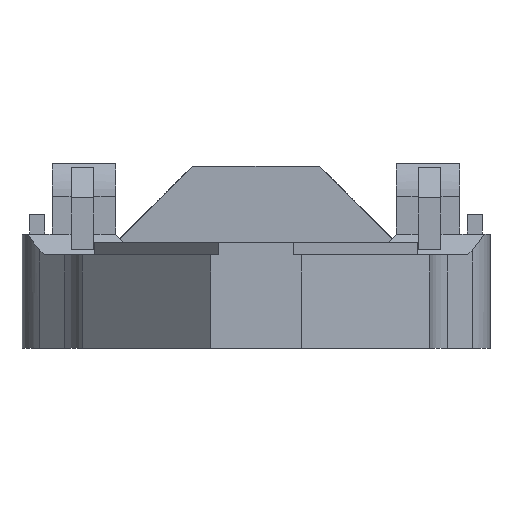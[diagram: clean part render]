
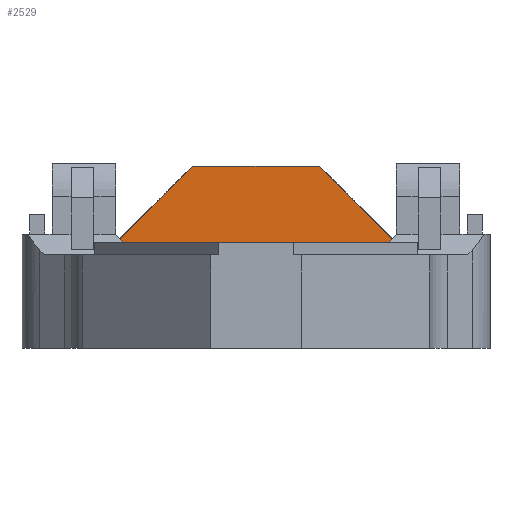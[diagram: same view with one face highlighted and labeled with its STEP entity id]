
A CAD part, left-side view. The second image highlights one B-rep face of the part: STEP entity #2529.
In plain terms, the highlighted planar face has unit normal (-1, 0, 0).
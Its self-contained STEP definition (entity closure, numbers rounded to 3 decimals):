
#2306 = CARTESIAN_POINT ( 'NONE',  ( 70., 31., 12.4 ) ) ;
#2307 = LINE ( 'NONE', #2306, #2353 ) ;
#2327 = CARTESIAN_POINT ( 'NONE',  ( 70., 43.15, 12.4 ) ) ;
#2332 = DIRECTION ( 'NONE',  ( 0., -1., 0. ) ) ;
#2333 = VECTOR ( 'NONE', #2332, 1000. ) ;
#2334 = CARTESIAN_POINT ( 'NONE',  ( 70., 31., 12.4 ) ) ;
#2335 = LINE ( 'NONE', #2334, #2333 ) ;
#2336 = CARTESIAN_POINT ( 'NONE',  ( 70., 33., 12.4 ) ) ;
#2345 = CARTESIAN_POINT ( 'NONE',  ( 70., 2.85, 12.4 ) ) ;
#2348 = CARTESIAN_POINT ( 'NONE',  ( 70., 13., 12.4 ) ) ;
#2352 = DIRECTION ( 'NONE',  ( 0., -1., 0. ) ) ;
#2353 = VECTOR ( 'NONE', #2352, 1000. ) ;
#2491 = EDGE_LOOP ( 'NONE', ( #2492, #2505, #2503, #2610, #2532, #2528, #2526, #2534, #2527, #2511, #2546, #2524, #2548, #2557, #2540, #2560 ) ) ;
#2492 = ORIENTED_EDGE ( 'NONE', *, *, #2498, .F. ) ;
#2495 = VERTEX_POINT ( 'NONE', #4690 ) ;
#2496 = EDGE_CURVE ( 'NONE', #2508, #2497, #4667, .T. ) ;
#2497 = VERTEX_POINT ( 'NONE', #4714 ) ;
#2498 = EDGE_CURVE ( 'NONE', #2508, #2495, #4710, .T. ) ;
#2503 = ORIENTED_EDGE ( 'NONE', *, *, #2602, .F. ) ;
#2505 = ORIENTED_EDGE ( 'NONE', *, *, #2496, .T. ) ;
#2508 = VERTEX_POINT ( 'NONE', #4754 ) ;
#2509 = VERTEX_POINT ( 'NONE', #4753 ) ;
#2510 = EDGE_CURVE ( 'NONE', #2535, #5417, #4750, .T. ) ;
#2511 = ORIENTED_EDGE ( 'NONE', *, *, #2513, .T. ) ;
#2512 = EDGE_CURVE ( 'NONE', #2509, #2518, #4746, .T. ) ;
#2513 = EDGE_CURVE ( 'NONE', #2509, #5430, #4741, .T. ) ;
#2516 = EDGE_CURVE ( 'NONE', #2537, #2603, #4742, .T. ) ;
#2518 = VERTEX_POINT ( 'NONE', #4730 ) ;
#2519 = EDGE_CURVE ( 'NONE', #2535, #2537, #4732, .T. ) ;
#2521 = EDGE_CURVE ( 'NONE', #5420, #2518, #4728, .T. ) ;
#2523 = EDGE_CURVE ( 'NONE', #2538, #5433, #4780, .T. ) ;
#2524 = ORIENTED_EDGE ( 'NONE', *, *, #2523, .F. ) ;
#2526 = ORIENTED_EDGE ( 'NONE', *, *, #5413, .T. ) ;
#2527 = ORIENTED_EDGE ( 'NONE', *, *, #2512, .F. ) ;
#2528 = ORIENTED_EDGE ( 'NONE', *, *, #2510, .T. ) ;
#2529 = ADVANCED_FACE ( 'NONE', ( #4781 ), #4774, .F. ) ;
#2532 = ORIENTED_EDGE ( 'NONE', *, *, #2519, .F. ) ;
#2534 = ORIENTED_EDGE ( 'NONE', *, *, #2521, .T. ) ;
#2535 = VERTEX_POINT ( 'NONE', #4769 ) ;
#2537 = VERTEX_POINT ( 'NONE', #4767 ) ;
#2538 = VERTEX_POINT ( 'NONE', #4763 ) ;
#2540 = ORIENTED_EDGE ( 'NONE', *, *, #2550, .T. ) ;
#2541 = EDGE_CURVE ( 'NONE', #2545, #2542, #4737, .T. ) ;
#2542 = VERTEX_POINT ( 'NONE', #4779 ) ;
#2545 = VERTEX_POINT ( 'NONE', #4757 ) ;
#2546 = ORIENTED_EDGE ( 'NONE', *, *, #5423, .T. ) ;
#2547 = EDGE_CURVE ( 'NONE', #2538, #2545, #4762, .T. ) ;
#2548 = ORIENTED_EDGE ( 'NONE', *, *, #2547, .T. ) ;
#2550 = EDGE_CURVE ( 'NONE', #2542, #2559, #4809, .T. ) ;
#2557 = ORIENTED_EDGE ( 'NONE', *, *, #2541, .T. ) ;
#2559 = VERTEX_POINT ( 'NONE', #4795 ) ;
#2560 = ORIENTED_EDGE ( 'NONE', *, *, #2563, .T. ) ;
#2563 = EDGE_CURVE ( 'NONE', #2559, #2495, #4789, .T. ) ;
#2602 = EDGE_CURVE ( 'NONE', #2603, #2497, #4882, .T. ) ;
#2603 = VERTEX_POINT ( 'NONE', #4900 ) ;
#2610 = ORIENTED_EDGE ( 'NONE', *, *, #2516, .F. ) ;
#3285 = AXIS2_PLACEMENT_3D ( 'NONE', #3715, #4018, #4017 ) ;
#3715 = CARTESIAN_POINT ( 'NONE',  ( 70., 29.75, 8. ) ) ;
#4017 = DIRECTION ( 'NONE',  ( 0., 1., 0. ) ) ;
#4018 = DIRECTION ( 'NONE',  ( 1., 0., 0. ) ) ;
#4662 = CARTESIAN_POINT ( 'NONE',  ( 70., 19., 3. ) ) ;
#4667 = LINE ( 'NONE', #4662, #4713 ) ;
#4690 = CARTESIAN_POINT ( 'NONE',  ( 70., 27., 0. ) ) ;
#4701 = AXIS2_PLACEMENT_3D ( 'NONE', #4726, #4771, #4770 ) ;
#4707 = DIRECTION ( 'NONE',  ( 0., 1., 0. ) ) ;
#4708 = VECTOR ( 'NONE', #4707, 1000. ) ;
#4709 = CARTESIAN_POINT ( 'NONE',  ( 70., 13., 0. ) ) ;
#4710 = LINE ( 'NONE', #4709, #4708 ) ;
#4712 = DIRECTION ( 'NONE',  ( 0., 0., 1. ) ) ;
#4713 = VECTOR ( 'NONE', #4712, 1000. ) ;
#4714 = CARTESIAN_POINT ( 'NONE',  ( 70., 19., 3. ) ) ;
#4720 = DIRECTION ( 'NONE',  ( 0., 0.707, 0.707 ) ) ;
#4721 = VECTOR ( 'NONE', #4720, 1000. ) ;
#4723 = DIRECTION ( 'NONE',  ( 0., 1., 0. ) ) ;
#4724 = DIRECTION ( 'NONE',  ( -1., 0., 0. ) ) ;
#4725 = CARTESIAN_POINT ( 'NONE',  ( 70., 16.25, 8. ) ) ;
#4726 = CARTESIAN_POINT ( 'NONE',  ( 70., 31., 24.15 ) ) ;
#4727 = CARTESIAN_POINT ( 'NONE',  ( 70., 22.8, 32.35 ) ) ;
#4728 = LINE ( 'NONE', #4727, #4721 ) ;
#4730 = CARTESIAN_POINT ( 'NONE',  ( 70., 14.6, 24.15 ) ) ;
#4731 = VECTOR ( 'NONE', #4734, 1000. ) ;
#4732 = CIRCLE ( 'NONE', #4733, 3.25 ) ;
#4733 = AXIS2_PLACEMENT_3D ( 'NONE', #4725, #4724, #4723 ) ;
#4734 = DIRECTION ( 'NONE',  ( 0., 0., -1. ) ) ;
#4735 = CARTESIAN_POINT ( 'NONE',  ( 70., 19.5, 24.15 ) ) ;
#4736 = CARTESIAN_POINT ( 'NONE',  ( 70., 26.5, 24.15 ) ) ;
#4737 = LINE ( 'NONE', #4736, #4759 ) ;
#4738 = DIRECTION ( 'NONE',  ( 0., 0.707, -0.707 ) ) ;
#4739 = VECTOR ( 'NONE', #4738, 1000. ) ;
#4740 = CARTESIAN_POINT ( 'NONE',  ( 70., 31.2, 24.35 ) ) ;
#4741 = LINE ( 'NONE', #4740, #4739 ) ;
#4742 = LINE ( 'NONE', #4735, #4731 ) ;
#4743 = DIRECTION ( 'NONE',  ( 0., -1., 0. ) ) ;
#4744 = VECTOR ( 'NONE', #4743, 1000. ) ;
#4745 = CARTESIAN_POINT ( 'NONE',  ( 70., 31., 24.15 ) ) ;
#4746 = LINE ( 'NONE', #4745, #4744 ) ;
#4747 = DIRECTION ( 'NONE',  ( 0., 0., 1. ) ) ;
#4748 = VECTOR ( 'NONE', #4747, 1000. ) ;
#4749 = CARTESIAN_POINT ( 'NONE',  ( 70., 13., 0. ) ) ;
#4750 = LINE ( 'NONE', #4749, #4748 ) ;
#4753 = CARTESIAN_POINT ( 'NONE',  ( 70., 31.4, 24.15 ) ) ;
#4754 = CARTESIAN_POINT ( 'NONE',  ( 70., 19., 0. ) ) ;
#4757 = CARTESIAN_POINT ( 'NONE',  ( 70., 26.5, 8. ) ) ;
#4758 = DIRECTION ( 'NONE',  ( 0., 0., -1. ) ) ;
#4759 = VECTOR ( 'NONE', #4758, 1000. ) ;
#4762 = CIRCLE ( 'NONE', #3285, 3.25 ) ;
#4763 = CARTESIAN_POINT ( 'NONE',  ( 70., 33., 8. ) ) ;
#4767 = CARTESIAN_POINT ( 'NONE',  ( 70., 19.5, 8. ) ) ;
#4769 = CARTESIAN_POINT ( 'NONE',  ( 70., 13., 8. ) ) ;
#4770 = DIRECTION ( 'NONE',  ( 0., 1., 0. ) ) ;
#4771 = DIRECTION ( 'NONE',  ( 1., 0., 0. ) ) ;
#4774 = PLANE ( 'NONE',  #4701 ) ;
#4776 = DIRECTION ( 'NONE',  ( 0., 0., 1. ) ) ;
#4777 = VECTOR ( 'NONE', #4776, 1000. ) ;
#4778 = CARTESIAN_POINT ( 'NONE',  ( 70., 33., 0. ) ) ;
#4779 = CARTESIAN_POINT ( 'NONE',  ( 70., 26.5, 3. ) ) ;
#4780 = LINE ( 'NONE', #4778, #4777 ) ;
#4781 = FACE_OUTER_BOUND ( 'NONE', #2491, .T. ) ;
#4789 = LINE ( 'NONE', #4842, #4841 ) ;
#4795 = CARTESIAN_POINT ( 'NONE',  ( 70., 27., 3. ) ) ;
#4797 = DIRECTION ( 'NONE',  ( 0., 1., 0. ) ) ;
#4798 = VECTOR ( 'NONE', #4797, 1000. ) ;
#4808 = CARTESIAN_POINT ( 'NONE',  ( 70., 31., 3. ) ) ;
#4809 = LINE ( 'NONE', #4808, #4798 ) ;
#4840 = DIRECTION ( 'NONE',  ( 0., 0., -1. ) ) ;
#4841 = VECTOR ( 'NONE', #4840, 1000. ) ;
#4842 = CARTESIAN_POINT ( 'NONE',  ( 70., 27., 0. ) ) ;
#4879 = DIRECTION ( 'NONE',  ( 0., -1., 0. ) ) ;
#4880 = VECTOR ( 'NONE', #4879, 1000. ) ;
#4881 = CARTESIAN_POINT ( 'NONE',  ( 70., 31., 3. ) ) ;
#4882 = LINE ( 'NONE', #4881, #4880 ) ;
#4900 = CARTESIAN_POINT ( 'NONE',  ( 70., 19.5, 3. ) ) ;
#5413 = EDGE_CURVE ( 'NONE', #5417, #5420, #2307, .T. ) ;
#5417 = VERTEX_POINT ( 'NONE', #2348 ) ;
#5420 = VERTEX_POINT ( 'NONE', #2345 ) ;
#5423 = EDGE_CURVE ( 'NONE', #5430, #5433, #2335, .T. ) ;
#5430 = VERTEX_POINT ( 'NONE', #2327 ) ;
#5433 = VERTEX_POINT ( 'NONE', #2336 ) ;
